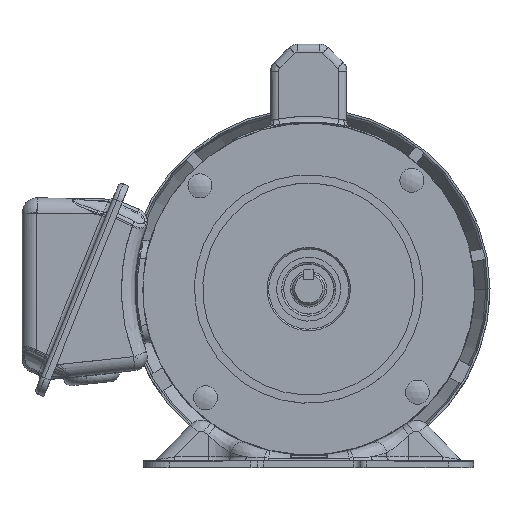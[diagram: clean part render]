
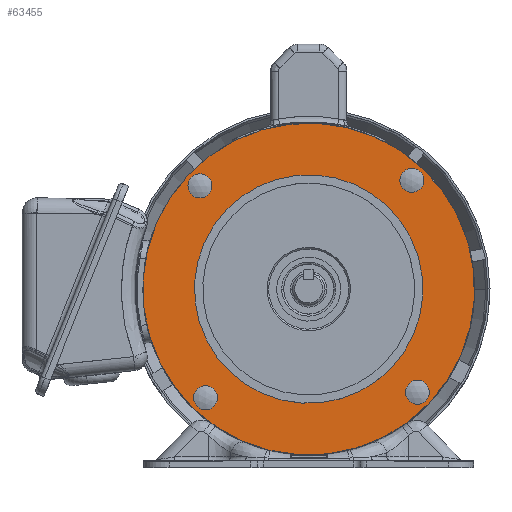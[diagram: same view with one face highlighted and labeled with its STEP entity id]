
A CAD part, top view. The second image highlights one B-rep face of the part: STEP entity #63455.
In plain terms, the highlighted planar face has unit normal (0, 0, 1).
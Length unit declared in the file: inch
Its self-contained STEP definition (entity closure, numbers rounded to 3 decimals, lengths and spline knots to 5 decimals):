
#176 = DIRECTION ( 'NONE',  ( 0., 0., 1. ) ) ;
#575 = EDGE_CURVE ( 'NONE', #27864, #7841, #10977, .T. ) ;
#926 = CARTESIAN_POINT ( 'NONE',  ( 2.40395, 1.94062, 4.92092 ) ) ;
#2060 = VERTEX_POINT ( 'NONE', #15073 ) ;
#4017 = FACE_BOUND ( 'NONE', #5911, .T. ) ;
#4067 = CIRCLE ( 'NONE', #75014, 0.15748 ) ;
#4625 = DIRECTION ( 'NONE',  ( 0., 0., -1. ) ) ;
#5911 = EDGE_LOOP ( 'NONE', ( #49305, #32417 ) ) ;
#6664 = AXIS2_PLACEMENT_3D ( 'NONE', #22489, #22797, #21919 ) ;
#6671 = DIRECTION ( 'NONE',  ( 0., 0., 1. ) ) ;
#6911 = EDGE_LOOP ( 'NONE', ( #72472, #24923 ) ) ;
#7209 = DIRECTION ( 'NONE',  ( -0.688, -0.725, 0. ) ) ;
#7841 = VERTEX_POINT ( 'NONE', #35108 ) ;
#7969 = CIRCLE ( 'NONE', #53407, 0.15748 ) ;
#8046 = DIRECTION ( 'NONE',  ( -0.688, -0.725, 0. ) ) ;
#9109 = EDGE_CURVE ( 'NONE', #11358, #17191, #9499, .T. ) ;
#9499 = CIRCLE ( 'NONE', #36517, 3.26772 ) ;
#10977 = CIRCLE ( 'NONE', #33205, 0.15748 ) ;
#11358 = VERTEX_POINT ( 'NONE', #30136 ) ;
#12108 = CARTESIAN_POINT ( 'NONE',  ( 0.37141, -0.20123, 4.92092 ) ) ;
#13786 = CARTESIAN_POINT ( 'NONE',  ( 2.40486, -2.34801, 4.92092 ) ) ;
#13825 = CIRCLE ( 'NONE', #61146, 2.25 ) ;
#14640 = DIRECTION ( 'NONE',  ( -0.725, 0.688, 0. ) ) ;
#14819 = ORIENTED_EDGE ( 'NONE', *, *, #74003, .F. ) ;
#14892 = DIRECTION ( 'NONE',  ( -0.725, 0.688, 0. ) ) ;
#15073 = CARTESIAN_POINT ( 'NONE',  ( -1.26068, 1.34757, 4.92092 ) ) ;
#15193 = VERTEX_POINT ( 'NONE', #62639 ) ;
#15784 = PLANE ( 'NONE',  #6664 ) ;
#15982 = AXIS2_PLACEMENT_3D ( 'NONE', #41749, #6671, #48457 ) ;
#16288 = CARTESIAN_POINT ( 'NONE',  ( -1.65621, 1.72291, 4.92092 ) ) ;
#17191 = VERTEX_POINT ( 'NONE', #63137 ) ;
#17382 = CIRCLE ( 'NONE', #15982, 0.15748 ) ;
#19097 = DIRECTION ( 'NONE',  ( 0., 0., 1. ) ) ;
#19664 = CIRCLE ( 'NONE', #29765, 0.15748 ) ;
#20227 = DIRECTION ( 'NONE',  ( -0.725, 0.688, 0. ) ) ;
#20694 = EDGE_CURVE ( 'NONE', #7841, #27864, #17382, .T. ) ;
#21188 = EDGE_CURVE ( 'NONE', #54519, #2060, #87137, .T. ) ;
#21465 = VERTEX_POINT ( 'NONE', #88498 ) ;
#21481 = EDGE_LOOP ( 'NONE', ( #21516, #36619 ) ) ;
#21516 = ORIENTED_EDGE ( 'NONE', *, *, #27588, .F. ) ;
#21919 = DIRECTION ( 'NONE',  ( 0.725, -0.688, 0. ) ) ;
#22268 = AXIS2_PLACEMENT_3D ( 'NONE', #24829, #4625, #66837 ) ;
#22489 = CARTESIAN_POINT ( 'NONE',  ( 2.74173, -2.45058, 4.92092 ) ) ;
#22797 = DIRECTION ( 'NONE',  ( 0., 0., -1. ) ) ;
#24197 = EDGE_LOOP ( 'NONE', ( #81064, #53129 ) ) ;
#24829 = CARTESIAN_POINT ( 'NONE',  ( 0.37141, -0.20123, 4.92092 ) ) ;
#24923 = ORIENTED_EDGE ( 'NONE', *, *, #20694, .F. ) ;
#27183 = VERTEX_POINT ( 'NONE', #60700 ) ;
#27583 = CARTESIAN_POINT ( 'NONE',  ( -1.77044, 1.83131, 4.92092 ) ) ;
#27588 = EDGE_CURVE ( 'NONE', #15193, #35841, #19664, .T. ) ;
#27864 = VERTEX_POINT ( 'NONE', #13786 ) ;
#28083 = FACE_OUTER_BOUND ( 'NONE', #61674, .T. ) ;
#28649 = DIRECTION ( 'NONE',  ( 0., 0., -1. ) ) ;
#28773 = DIRECTION ( 'NONE',  ( 0., 0., 1. ) ) ;
#28942 = CARTESIAN_POINT ( 'NONE',  ( 0.37141, -0.20123, 4.92092 ) ) ;
#29765 = AXIS2_PLACEMENT_3D ( 'NONE', #47928, #68279, #74955 ) ;
#30136 = CARTESIAN_POINT ( 'NONE',  ( 2.74173, -2.45058, 4.92092 ) ) ;
#30256 = FACE_BOUND ( 'NONE', #6911, .T. ) ;
#31157 = AXIS2_PLACEMENT_3D ( 'NONE', #27583, #62002, #20227 ) ;
#32316 = EDGE_CURVE ( 'NONE', #35841, #15193, #39881, .T. ) ;
#32417 = ORIENTED_EDGE ( 'NONE', *, *, #21188, .F. ) ;
#33205 = AXIS2_PLACEMENT_3D ( 'NONE', #41145, #61859, #75783 ) ;
#35108 = CARTESIAN_POINT ( 'NONE',  ( 2.62167, -2.11954, 4.92092 ) ) ;
#35841 = VERTEX_POINT ( 'NONE', #62065 ) ;
#36517 = AXIS2_PLACEMENT_3D ( 'NONE', #28942, #28649, #14892 ) ;
#36619 = ORIENTED_EDGE ( 'NONE', *, *, #32316, .F. ) ;
#39823 = EDGE_LOOP ( 'NONE', ( #14819, #62327 ) ) ;
#39881 = CIRCLE ( 'NONE', #55033, 0.15748 ) ;
#41145 = CARTESIAN_POINT ( 'NONE',  ( 2.51326, -2.23377, 4.92092 ) ) ;
#41401 = EDGE_CURVE ( 'NONE', #17191, #11358, #65916, .T. ) ;
#41749 = CARTESIAN_POINT ( 'NONE',  ( 2.51326, -2.23377, 4.92092 ) ) ;
#42023 = ORIENTED_EDGE ( 'NONE', *, *, #41401, .F. ) ;
#42057 = DIRECTION ( 'NONE',  ( 0., 0., 1. ) ) ;
#42976 = VERTEX_POINT ( 'NONE', #16288 ) ;
#43126 = CARTESIAN_POINT ( 'NONE',  ( -1.66113, -2.34308, 4.92092 ) ) ;
#43357 = FACE_BOUND ( 'NONE', #24197, .T. ) ;
#46615 = CIRCLE ( 'NONE', #31157, 0.15748 ) ;
#47716 = EDGE_CURVE ( 'NONE', #21465, #55016, #4067, .T. ) ;
#47928 = CARTESIAN_POINT ( 'NONE',  ( -1.66113, -2.34308, 4.92092 ) ) ;
#48309 = CARTESIAN_POINT ( 'NONE',  ( 2.0035, -1.75003, 4.92092 ) ) ;
#48457 = DIRECTION ( 'NONE',  ( -0.688, -0.725, 0. ) ) ;
#49305 = ORIENTED_EDGE ( 'NONE', *, *, #88488, .F. ) ;
#53086 = DIRECTION ( 'NONE',  ( -0.725, 0.688, 0. ) ) ;
#53129 = ORIENTED_EDGE ( 'NONE', *, *, #47716, .F. ) ;
#53407 = AXIS2_PLACEMENT_3D ( 'NONE', #55143, #42057, #14640 ) ;
#54519 = VERTEX_POINT ( 'NONE', #48309 ) ;
#55016 = VERTEX_POINT ( 'NONE', #71860 ) ;
#55033 = AXIS2_PLACEMENT_3D ( 'NONE', #43126, #64728, #8046 ) ;
#55143 = CARTESIAN_POINT ( 'NONE',  ( -1.77044, 1.83131, 4.92092 ) ) ;
#56306 = CIRCLE ( 'NONE', #86984, 0.15748 ) ;
#60700 = CARTESIAN_POINT ( 'NONE',  ( -1.88468, 1.93972, 4.92092 ) ) ;
#60726 = EDGE_CURVE ( 'NONE', #42976, #27183, #46615, .T. ) ;
#61146 = AXIS2_PLACEMENT_3D ( 'NONE', #74358, #67682, #53086 ) ;
#61674 = EDGE_LOOP ( 'NONE', ( #42023, #69847 ) ) ;
#61859 = DIRECTION ( 'NONE',  ( 0., 0., 1. ) ) ;
#62002 = DIRECTION ( 'NONE',  ( 0., 0., 1. ) ) ;
#62065 = CARTESIAN_POINT ( 'NONE',  ( -1.55273, -2.22885, 4.92092 ) ) ;
#62327 = ORIENTED_EDGE ( 'NONE', *, *, #60726, .F. ) ;
#62639 = CARTESIAN_POINT ( 'NONE',  ( -1.76954, -2.45732, 4.92092 ) ) ;
#63137 = CARTESIAN_POINT ( 'NONE',  ( -1.99891, 2.04812, 4.92092 ) ) ;
#63455 = ADVANCED_FACE ( 'NONE', ( #82563, #43357, #30256, #90143, #4017, #28083 ), #15784, .F. ) ;
#64728 = DIRECTION ( 'NONE',  ( 0., 0., 1. ) ) ;
#65916 = CIRCLE ( 'NONE', #22268, 3.26772 ) ;
#66837 = DIRECTION ( 'NONE',  ( -0.725, 0.688, 0. ) ) ;
#67682 = DIRECTION ( 'NONE',  ( 0., 0., 1. ) ) ;
#68279 = DIRECTION ( 'NONE',  ( 0., 0., 1. ) ) ;
#69156 = EDGE_CURVE ( 'NONE', #55016, #21465, #56306, .T. ) ;
#69847 = ORIENTED_EDGE ( 'NONE', *, *, #9109, .F. ) ;
#71860 = CARTESIAN_POINT ( 'NONE',  ( 2.29555, 1.82639, 4.92092 ) ) ;
#72472 = ORIENTED_EDGE ( 'NONE', *, *, #575, .F. ) ;
#74003 = EDGE_CURVE ( 'NONE', #27183, #42976, #7969, .T. ) ;
#74358 = CARTESIAN_POINT ( 'NONE',  ( 0.37141, -0.20123, 4.92092 ) ) ;
#74955 = DIRECTION ( 'NONE',  ( -0.688, -0.725, 0. ) ) ;
#75014 = AXIS2_PLACEMENT_3D ( 'NONE', #83687, #176, #7209 ) ;
#75783 = DIRECTION ( 'NONE',  ( -0.688, -0.725, 0. ) ) ;
#81064 = ORIENTED_EDGE ( 'NONE', *, *, #69156, .F. ) ;
#82563 = FACE_BOUND ( 'NONE', #39823, .T. ) ;
#82739 = DIRECTION ( 'NONE',  ( -0.725, 0.688, 0. ) ) ;
#83687 = CARTESIAN_POINT ( 'NONE',  ( 2.40395, 1.94062, 4.92092 ) ) ;
#84134 = DIRECTION ( 'NONE',  ( -0.688, -0.725, 0. ) ) ;
#86984 = AXIS2_PLACEMENT_3D ( 'NONE', #926, #28773, #84134 ) ;
#87137 = CIRCLE ( 'NONE', #89476, 2.25 ) ;
#88488 = EDGE_CURVE ( 'NONE', #2060, #54519, #13825, .T. ) ;
#88498 = CARTESIAN_POINT ( 'NONE',  ( 2.51236, 2.05486, 4.92092 ) ) ;
#89476 = AXIS2_PLACEMENT_3D ( 'NONE', #12108, #19097, #82739 ) ;
#90143 = FACE_BOUND ( 'NONE', #21481, .T. ) ;
